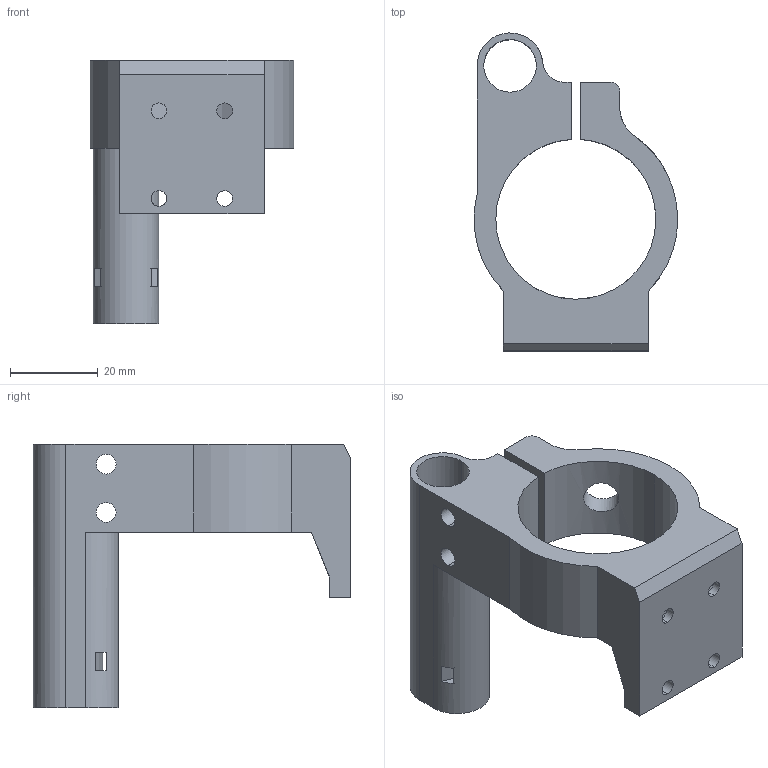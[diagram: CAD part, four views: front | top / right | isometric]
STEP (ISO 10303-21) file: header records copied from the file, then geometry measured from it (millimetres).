
FILE_DESCRIPTION (( 'STEP AP203' ), '1' );
FILE_NAME ('Extruder Motor Mount.STEP', '2012-10-03T17:38:58', ( '' ), ( '' ), 'SwSTEP 2.0', 'SolidWorks 2012', '' );
FILE_SCHEMA (( 'CONFIG_CONTROL_DESIGN' ));
Length unit declared in the file: millimetre
Products named in the file (1): Extruder Motor Mount
Bounding box: 46.42 x 72.5 x 60 mm (x, y, z)
Volume: 32064.2 mm3; surface area: 16172.8 mm2
Topology: 1 solids, 1 shells, 79 faces, 232 edges, 154 vertices
Faces by surface type: plane 40, cylinder 39
Entity records: 3071 total; most frequent: CARTESIAN_POINT 833, ORIENTED_EDGE 464, DIRECTION 443, EDGE_CURVE 232, AXIS2_PLACEMENT_3D 156, VERTEX_POINT 154, LINE 131, VECTOR 131
